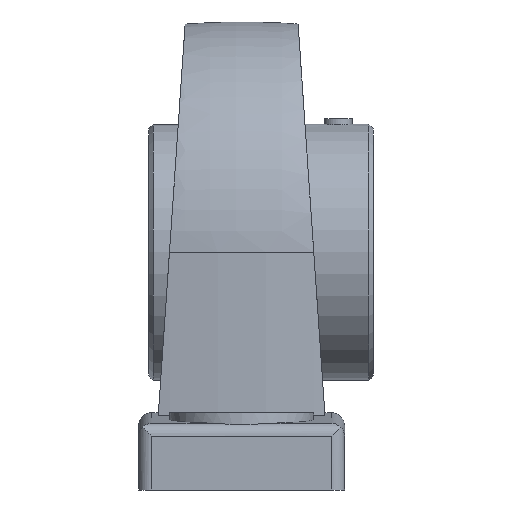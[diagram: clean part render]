
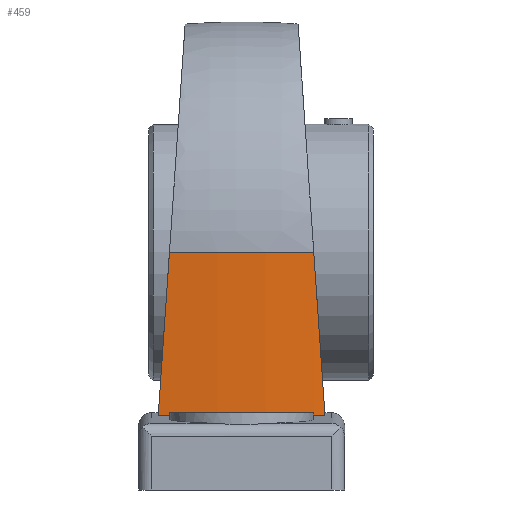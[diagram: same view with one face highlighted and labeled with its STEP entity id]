
A CAD part, front view. The second image highlights one B-rep face of the part: STEP entity #459.
In plain terms, the highlighted cylindrical face has radius 320.516 mm (diameter 641.031 mm), a partial arc.
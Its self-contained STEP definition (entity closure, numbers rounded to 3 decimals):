
#63 = EDGE_CURVE ( 'NONE', #11389, #7726, #2699, .T. ) ;
#129 = DIRECTION ( 'NONE',  ( 0., 0., 1. ) ) ;
#459 = ADVANCED_FACE ( 'NONE', ( #1749 ), #3722, .T. ) ;
#478 = VECTOR ( 'NONE', #2297, 1000. ) ;
#624 = ORIENTED_EDGE ( 'NONE', *, *, #10871, .T. ) ;
#647 = EDGE_CURVE ( 'NONE', #10117, #10758, #5996, .T. ) ;
#1023 = CARTESIAN_POINT ( 'NONE',  ( -30.8, -96.917, -69.827 ) ) ;
#1125 = ORIENTED_EDGE ( 'NONE', *, *, #6531, .F. ) ;
#1320 = CARTESIAN_POINT ( 'NONE',  ( 34.019, -96.594, -69.81 ) ) ;
#1388 = LINE ( 'NONE', #9458, #478 ) ;
#1395 = ORIENTED_EDGE ( 'NONE', *, *, #2039, .T. ) ;
#1749 = FACE_OUTER_BOUND ( 'NONE', #8530, .T. ) ;
#1924 =( BOUNDED_CURVE ( )  B_SPLINE_CURVE ( 3, ( #9505, #1320, #5995, #2343 ),
 .UNSPECIFIED., .F., .T. ) 
 B_SPLINE_CURVE_WITH_KNOTS ( ( 4, 4 ),
 ( 6.172, 6.187 ),
 .UNSPECIFIED. ) 
 CURVE ( )  GEOMETRIC_REPRESENTATION_ITEM ( )  RATIONAL_B_SPLINE_CURVE ( ( 1., 1., 1., 1. ) ) 
 REPRESENTATION_ITEM ( '' )  );
#1926 = DIRECTION ( 'NONE',  ( -1., 0., 0. ) ) ;
#2039 = EDGE_CURVE ( 'NONE', #10558, #10117, #11643, .T. ) ;
#2297 = DIRECTION ( 'NONE',  ( 0., 0., 1. ) ) ;
#2343 = CARTESIAN_POINT ( 'NONE',  ( 30.8, -96.917, -69.827 ) ) ;
#2584 = DIRECTION ( 'NONE',  ( 0., 0., -1. ) ) ;
#2699 =( BOUNDED_CURVE ( )  B_SPLINE_CURVE ( 3, ( #10993, #9076, #4660, #6460 ),
 .UNSPECIFIED., .F., .T. ) 
 B_SPLINE_CURVE_WITH_KNOTS ( ( 4, 4 ),
 ( 4.601, 4.616 ),
 .UNSPECIFIED. ) 
 CURVE ( )  GEOMETRIC_REPRESENTATION_ITEM ( )  RATIONAL_B_SPLINE_CURVE ( ( 1., 1., 1., 1. ) ) 
 REPRESENTATION_ITEM ( '' )  );
#2840 = EDGE_CURVE ( 'NONE', #4637, #10513, #5151, .T. ) ;
#2854 = ORIENTED_EDGE ( 'NONE', *, *, #8184, .T. ) ;
#2924 = CARTESIAN_POINT ( 'NONE',  ( 30.8, -96.917, -69.827 ) ) ;
#3197 = AXIS2_PLACEMENT_3D ( 'NONE', #8595, #7643, #11295 ) ;
#3201 = EDGE_CURVE ( 'NONE', #11389, #10758, #1924, .T. ) ;
#3284 = CARTESIAN_POINT ( 'NONE',  ( 0., 222.116, -68.6 ) ) ;
#3470 =( BOUNDED_CURVE ( )  B_SPLINE_CURVE ( 3, ( #1023, #4869, #6543, #11135 ),
 .UNSPECIFIED., .F., .F. ) 
 B_SPLINE_CURVE_WITH_KNOTS ( ( 4, 4 ),
 ( 0.096, 0.111 ),
 .UNSPECIFIED. ) 
 CURVE ( )  GEOMETRIC_REPRESENTATION_ITEM ( )  RATIONAL_B_SPLINE_CURVE ( ( 1., 1., 1., 1. ) ) 
 REPRESENTATION_ITEM ( '' )  );
#3575 = CARTESIAN_POINT ( 'NONE',  ( -30.8, -96.917, -69.827 ) ) ;
#3587 = CIRCLE ( 'NONE', #3197, 320.516 ) ;
#3722 = CYLINDRICAL_SURFACE ( 'NONE', #10292, 320.516 ) ;
#4573 = VECTOR ( 'NONE', #2584, 1000. ) ;
#4637 = VERTEX_POINT ( 'NONE', #6013 ) ;
#4660 = CARTESIAN_POINT ( 'NONE',  ( 32.431, -96.759, -23.285 ) ) ;
#4669 = ORIENTED_EDGE ( 'NONE', *, *, #63, .T. ) ;
#4712 = CARTESIAN_POINT ( 'NONE',  ( 35.626, -96.414, -69.801 ) ) ;
#4869 = CARTESIAN_POINT ( 'NONE',  ( -32.41, -96.761, -69.819 ) ) ;
#4985 = ORIENTED_EDGE ( 'NONE', *, *, #647, .T. ) ;
#5140 = CARTESIAN_POINT ( 'NONE',  ( 30.8, -96.917, -68.6 ) ) ;
#5151 =( BOUNDED_CURVE ( )  B_SPLINE_CURVE ( 3, ( #7687, #6621, #7630, #11219 ),
 .UNSPECIFIED., .F., .T. ) 
 B_SPLINE_CURVE_WITH_KNOTS ( ( 4, 4 ),
 ( 4.809, 4.824 ),
 .UNSPECIFIED. ) 
 CURVE ( )  GEOMETRIC_REPRESENTATION_ITEM ( )  RATIONAL_B_SPLINE_CURVE ( ( 1., 1., 1., 1. ) ) 
 REPRESENTATION_ITEM ( '' )  );
#5158 = CARTESIAN_POINT ( 'NONE',  ( 30.8, -96.917, -69.252 ) ) ;
#5995 = CARTESIAN_POINT ( 'NONE',  ( 32.41, -96.761, -69.819 ) ) ;
#5996 = LINE ( 'NONE', #5158, #4573 ) ;
#6013 = CARTESIAN_POINT ( 'NONE',  ( -30.832, -96.914, 0. ) ) ;
#6460 = CARTESIAN_POINT ( 'NONE',  ( 30.832, -96.914, 0. ) ) ;
#6531 = EDGE_CURVE ( 'NONE', #11134, #10513, #3470, .T. ) ;
#6543 = CARTESIAN_POINT ( 'NONE',  ( -34.019, -96.594, -69.81 ) ) ;
#6621 = CARTESIAN_POINT ( 'NONE',  ( -32.431, -96.759, -23.285 ) ) ;
#6755 = ORIENTED_EDGE ( 'NONE', *, *, #2840, .T. ) ;
#6936 = DIRECTION ( 'NONE',  ( 0., 0., 1. ) ) ;
#7630 = CARTESIAN_POINT ( 'NONE',  ( -34.029, -96.592, -46.552 ) ) ;
#7643 = DIRECTION ( 'NONE',  ( 0., 0., -1. ) ) ;
#7687 = CARTESIAN_POINT ( 'NONE',  ( -30.832, -96.914, 0. ) ) ;
#7726 = VERTEX_POINT ( 'NONE', #10261 ) ;
#8184 = EDGE_CURVE ( 'NONE', #11134, #10558, #1388, .T. ) ;
#8323 = CARTESIAN_POINT ( 'NONE',  ( 0., 222.116, -71.6 ) ) ;
#8530 = EDGE_LOOP ( 'NONE', ( #2854, #1395, #4985, #9105, #4669, #624, #6755, #1125 ) ) ;
#8595 = CARTESIAN_POINT ( 'NONE',  ( 0., 222.116, 0. ) ) ;
#9076 = CARTESIAN_POINT ( 'NONE',  ( 34.029, -96.592, -46.552 ) ) ;
#9105 = ORIENTED_EDGE ( 'NONE', *, *, #3201, .F. ) ;
#9458 = CARTESIAN_POINT ( 'NONE',  ( -30.8, -96.917, -69.252 ) ) ;
#9505 = CARTESIAN_POINT ( 'NONE',  ( 35.626, -96.414, -69.801 ) ) ;
#9672 = DIRECTION ( 'NONE',  ( -1., 0., 0. ) ) ;
#9904 = AXIS2_PLACEMENT_3D ( 'NONE', #3284, #6936, #9672 ) ;
#10090 = CARTESIAN_POINT ( 'NONE',  ( -30.8, -96.917, -68.6 ) ) ;
#10117 = VERTEX_POINT ( 'NONE', #5140 ) ;
#10261 = CARTESIAN_POINT ( 'NONE',  ( 30.832, -96.914, 0. ) ) ;
#10292 = AXIS2_PLACEMENT_3D ( 'NONE', #8323, #129, #1926 ) ;
#10513 = VERTEX_POINT ( 'NONE', #10638 ) ;
#10558 = VERTEX_POINT ( 'NONE', #10090 ) ;
#10638 = CARTESIAN_POINT ( 'NONE',  ( -35.626, -96.414, -69.801 ) ) ;
#10758 = VERTEX_POINT ( 'NONE', #2924 ) ;
#10871 = EDGE_CURVE ( 'NONE', #7726, #4637, #3587, .T. ) ;
#10993 = CARTESIAN_POINT ( 'NONE',  ( 35.626, -96.414, -69.801 ) ) ;
#11134 = VERTEX_POINT ( 'NONE', #3575 ) ;
#11135 = CARTESIAN_POINT ( 'NONE',  ( -35.626, -96.414, -69.801 ) ) ;
#11219 = CARTESIAN_POINT ( 'NONE',  ( -35.626, -96.414, -69.801 ) ) ;
#11295 = DIRECTION ( 'NONE',  ( -1., 0., 0. ) ) ;
#11389 = VERTEX_POINT ( 'NONE', #4712 ) ;
#11643 = CIRCLE ( 'NONE', #9904, 320.516 ) ;
